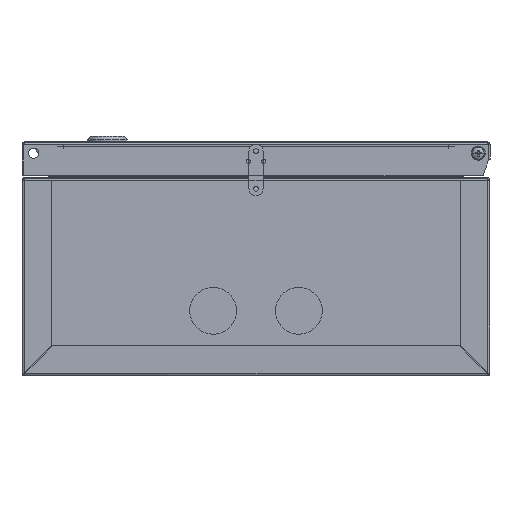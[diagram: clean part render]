
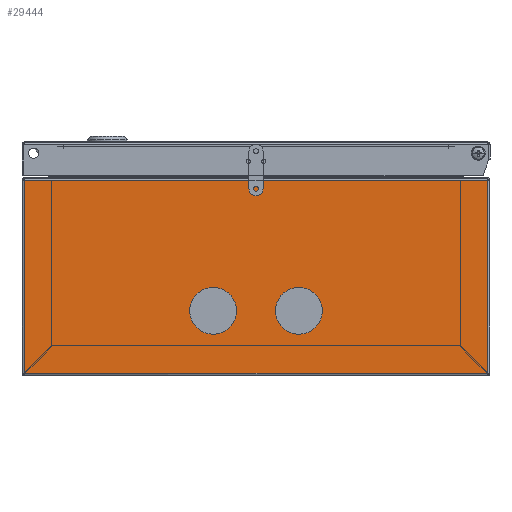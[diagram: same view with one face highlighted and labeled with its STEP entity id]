
A CAD part, front view. The second image highlights one B-rep face of the part: STEP entity #29444.
In plain terms, the highlighted face is planar.
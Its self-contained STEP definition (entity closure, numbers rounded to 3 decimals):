
#207 = ORIENTED_EDGE ( 'NONE', *, *, #22949, .T. ) ;
#535 = DIRECTION ( 'NONE',  ( 0., 1., 0. ) ) ;
#1444 = CIRCLE ( 'NONE', #9711, 15. ) ;
#2510 = ORIENTED_EDGE ( 'NONE', *, *, #8278, .F. ) ;
#2850 = AXIS2_PLACEMENT_3D ( 'NONE', #29199, #31760, #4611 ) ;
#3593 = DIRECTION ( 'NONE',  ( 0., 1., 0. ) ) ;
#4611 = DIRECTION ( 'NONE',  ( 0., 0., 1. ) ) ;
#4805 = EDGE_CURVE ( 'NONE', #5790, #23719, #23499, .T. ) ;
#5610 = DIRECTION ( 'NONE',  ( 1., 0., 0. ) ) ;
#5790 = VERTEX_POINT ( 'NONE', #17623 ) ;
#6207 = AXIS2_PLACEMENT_3D ( 'NONE', #11830, #26426, #7016 ) ;
#6394 = LINE ( 'NONE', #18819, #12667 ) ;
#7016 = DIRECTION ( 'NONE',  ( 0., 0., 1. ) ) ;
#8278 = EDGE_CURVE ( 'NONE', #23719, #5790, #1444, .T. ) ;
#8385 = LINE ( 'NONE', #28124, #28087 ) ;
#9384 = EDGE_LOOP ( 'NONE', ( #11103, #207, #14549, #24493 ) ) ;
#9711 = AXIS2_PLACEMENT_3D ( 'NONE', #26754, #26915, #12166 ) ;
#9972 = CARTESIAN_POINT ( 'NONE',  ( -135.153, 0., -81.062 ) ) ;
#10640 = VERTEX_POINT ( 'NONE', #30293 ) ;
#11103 = ORIENTED_EDGE ( 'NONE', *, *, #26973, .T. ) ;
#11135 = ORIENTED_EDGE ( 'NONE', *, *, #14046, .F. ) ;
#11192 = LINE ( 'NONE', #14089, #29978 ) ;
#11639 = CARTESIAN_POINT ( 'NONE',  ( -11.453, 0., 215.538 ) ) ;
#11830 = CARTESIAN_POINT ( 'NONE',  ( -95.153, 0., 94.738 ) ) ;
#12166 = DIRECTION ( 'NONE',  ( 0., 0., 1. ) ) ;
#12667 = VECTOR ( 'NONE', #28706, 1000. ) ;
#12923 = VERTEX_POINT ( 'NONE', #11639 ) ;
#13140 = CARTESIAN_POINT ( 'NONE',  ( -95.153, 0., 94.738 ) ) ;
#13317 = VERTEX_POINT ( 'NONE', #17075 ) ;
#13535 = CARTESIAN_POINT ( 'NONE',  ( -135.153, 0., 215.538 ) ) ;
#13560 = CIRCLE ( 'NONE', #20779, 15. ) ;
#14046 = EDGE_CURVE ( 'NONE', #13317, #15253, #28919, .T. ) ;
#14089 = CARTESIAN_POINT ( 'NONE',  ( -135.153, 0., -81.062 ) ) ;
#14549 = ORIENTED_EDGE ( 'NONE', *, *, #20733, .T. ) ;
#14801 = EDGE_CURVE ( 'NONE', #16414, #16370, #11192, .T. ) ;
#15253 = VERTEX_POINT ( 'NONE', #18921 ) ;
#15551 = PLANE ( 'NONE',  #23244 ) ;
#15736 = EDGE_LOOP ( 'NONE', ( #2510, #27794 ) ) ;
#15873 = FACE_OUTER_BOUND ( 'NONE', #9384, .T. ) ;
#16370 = VERTEX_POINT ( 'NONE', #13535 ) ;
#16414 = VERTEX_POINT ( 'NONE', #9972 ) ;
#17075 = CARTESIAN_POINT ( 'NONE',  ( -95.153, 0., 79.738 ) ) ;
#17623 = CARTESIAN_POINT ( 'NONE',  ( -95.153, 0., 24.738 ) ) ;
#17974 = EDGE_CURVE ( 'NONE', #15253, #13317, #13560, .T. ) ;
#18819 = CARTESIAN_POINT ( 'NONE',  ( -11.453, 0., 215.538 ) ) ;
#18921 = CARTESIAN_POINT ( 'NONE',  ( -95.153, 0., 109.738 ) ) ;
#19078 = ORIENTED_EDGE ( 'NONE', *, *, #17974, .F. ) ;
#20283 = LINE ( 'NONE', #29707, #29853 ) ;
#20707 = FACE_BOUND ( 'NONE', #30274, .T. ) ;
#20733 = EDGE_CURVE ( 'NONE', #10640, #16414, #8385, .T. ) ;
#20779 = AXIS2_PLACEMENT_3D ( 'NONE', #13140, #535, #30580 ) ;
#21521 = DIRECTION ( 'NONE',  ( 0., 0., 1. ) ) ;
#22949 = EDGE_CURVE ( 'NONE', #12923, #10640, #6394, .T. ) ;
#23244 = AXIS2_PLACEMENT_3D ( 'NONE', #25781, #3593, #25459 ) ;
#23499 = CIRCLE ( 'NONE', #2850, 15. ) ;
#23719 = VERTEX_POINT ( 'NONE', #24942 ) ;
#24493 = ORIENTED_EDGE ( 'NONE', *, *, #14801, .T. ) ;
#24942 = CARTESIAN_POINT ( 'NONE',  ( -95.153, 0., 54.738 ) ) ;
#25459 = DIRECTION ( 'NONE',  ( 0., 0., 1. ) ) ;
#25781 = CARTESIAN_POINT ( 'NONE',  ( -135.153, 0., 215.538 ) ) ;
#26426 = DIRECTION ( 'NONE',  ( 0., 1., 0. ) ) ;
#26754 = CARTESIAN_POINT ( 'NONE',  ( -95.153, 0., 39.738 ) ) ;
#26915 = DIRECTION ( 'NONE',  ( 0., 1., 0. ) ) ;
#26973 = EDGE_CURVE ( 'NONE', #16370, #12923, #20283, .T. ) ;
#27794 = ORIENTED_EDGE ( 'NONE', *, *, #4805, .F. ) ;
#28087 = VECTOR ( 'NONE', #30358, 1000. ) ;
#28124 = CARTESIAN_POINT ( 'NONE',  ( -135.153, 0., -81.062 ) ) ;
#28706 = DIRECTION ( 'NONE',  ( 0., 0., -1. ) ) ;
#28919 = CIRCLE ( 'NONE', #6207, 15. ) ;
#29199 = CARTESIAN_POINT ( 'NONE',  ( -95.153, 0., 39.738 ) ) ;
#29444 = ADVANCED_FACE ( 'NONE', ( #20707, #30576, #15873 ), #15551, .T. ) ;
#29707 = CARTESIAN_POINT ( 'NONE',  ( -135.153, 0., 215.538 ) ) ;
#29853 = VECTOR ( 'NONE', #5610, 1000. ) ;
#29978 = VECTOR ( 'NONE', #21521, 1000. ) ;
#30274 = EDGE_LOOP ( 'NONE', ( #19078, #11135 ) ) ;
#30293 = CARTESIAN_POINT ( 'NONE',  ( -11.453, 0., -81.062 ) ) ;
#30358 = DIRECTION ( 'NONE',  ( -1., 0., 0. ) ) ;
#30576 = FACE_BOUND ( 'NONE', #15736, .T. ) ;
#30580 = DIRECTION ( 'NONE',  ( 0., 0., 1. ) ) ;
#31760 = DIRECTION ( 'NONE',  ( 0., 1., 0. ) ) ;
